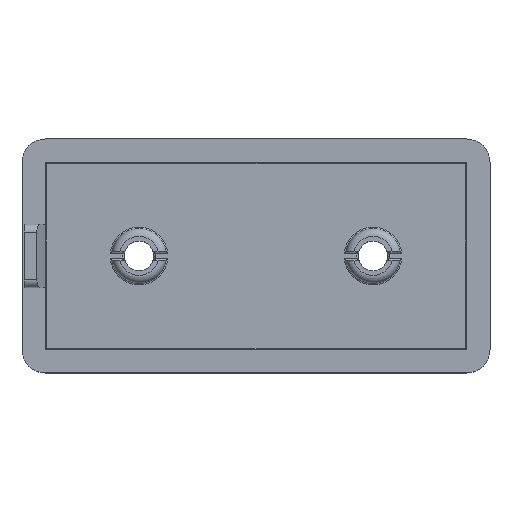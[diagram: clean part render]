
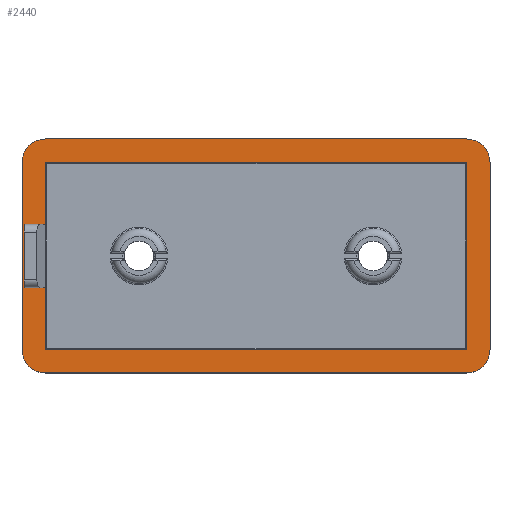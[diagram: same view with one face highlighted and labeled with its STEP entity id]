
A CAD part, top view. The second image highlights one B-rep face of the part: STEP entity #2440.
In plain terms, the highlighted planar face has unit normal (0, 0, 1).
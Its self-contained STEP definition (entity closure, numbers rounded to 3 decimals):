
#10 = CARTESIAN_POINT ( 'NONE',  ( 42., 12., 4. ) ) ;
#20 = ORIENTED_EDGE ( 'NONE', *, *, #2895, .T. ) ;
#27 = CARTESIAN_POINT ( 'NONE',  ( -12., 12., 4. ) ) ;
#34 = CARTESIAN_POINT ( 'NONE',  ( -12., -12., 4. ) ) ;
#38 = DIRECTION ( 'NONE',  ( -1., 0., 0. ) ) ;
#49 = DIRECTION ( 'NONE',  ( 0., 1., 0. ) ) ;
#64 = ORIENTED_EDGE ( 'NONE', *, *, #3002, .T. ) ;
#66 = ORIENTED_EDGE ( 'NONE', *, *, #3063, .T. ) ;
#71 = ORIENTED_EDGE ( 'NONE', *, *, #3099, .T. ) ;
#81 = EDGE_LOOP ( 'NONE', ( #2290, #2370, #2376, #2399, #2365, #3233, #20, #64 ) ) ;
#94 = ORIENTED_EDGE ( 'NONE', *, *, #3136, .F. ) ;
#97 = ORIENTED_EDGE ( 'NONE', *, *, #3150, .F. ) ;
#111 = LINE ( 'NONE', #10, #302 ) ;
#116 = CARTESIAN_POINT ( 'NONE',  ( 42., 15., 4. ) ) ;
#127 = ORIENTED_EDGE ( 'NONE', *, *, #3198, .F. ) ;
#132 = ORIENTED_EDGE ( 'NONE', *, *, #3220, .F. ) ;
#133 = ORIENTED_EDGE ( 'NONE', *, *, #1119, .F. ) ;
#206 = VECTOR ( 'NONE', #2729, 1000. ) ;
#246 = CARTESIAN_POINT ( 'NONE',  ( -12., 12., 4. ) ) ;
#252 = LINE ( 'NONE', #246, #206 ) ;
#278 = AXIS2_PLACEMENT_3D ( 'NONE', #627, #2393, #894 ) ;
#289 = DIRECTION ( 'NONE',  ( 0., 0., 1. ) ) ;
#292 = DIRECTION ( 'NONE',  ( 0., 1., 0. ) ) ;
#302 = VECTOR ( 'NONE', #292, 1000. ) ;
#311 = EDGE_LOOP ( 'NONE', ( #66, #71, #94, #97, #127, #132, #133, #2356 ) ) ;
#366 = CARTESIAN_POINT ( 'NONE',  ( -15., 15., 4. ) ) ;
#390 = CARTESIAN_POINT ( 'NONE',  ( -15., -12., 4. ) ) ;
#477 = VECTOR ( 'NONE', #1936, 1000. ) ;
#524 = LINE ( 'NONE', #366, #477 ) ;
#530 = CIRCLE ( 'NONE', #1509, 3. ) ;
#627 = CARTESIAN_POINT ( 'NONE',  ( -12., 12., 4. ) ) ;
#647 = VECTOR ( 'NONE', #1025, 1000. ) ;
#685 = AXIS2_PLACEMENT_3D ( 'NONE', #1868, #289, #2107 ) ;
#785 = PLANE ( 'NONE',  #2719 ) ;
#808 = CARTESIAN_POINT ( 'NONE',  ( -12., -4.05, 4. ) ) ;
#863 = LINE ( 'NONE', #1547, #647 ) ;
#894 = DIRECTION ( 'NONE',  ( 1., 0., 0. ) ) ;
#925 = CARTESIAN_POINT ( 'NONE',  ( -12., -12., 4. ) ) ;
#927 = AXIS2_PLACEMENT_3D ( 'NONE', #2503, #1021, #2725 ) ;
#940 = CIRCLE ( 'NONE', #278, 3. ) ;
#969 = LINE ( 'NONE', #2884, #1056 ) ;
#1005 = CARTESIAN_POINT ( 'NONE',  ( 42., 12., 4. ) ) ;
#1021 = DIRECTION ( 'NONE',  ( 0., 0., 1. ) ) ;
#1025 = DIRECTION ( 'NONE',  ( 0., -1., 0. ) ) ;
#1055 = CARTESIAN_POINT ( 'NONE',  ( -12., 12., 4. ) ) ;
#1056 = VECTOR ( 'NONE', #1200, 1000. ) ;
#1102 = LINE ( 'NONE', #1668, #1300 ) ;
#1112 = VECTOR ( 'NONE', #2588, 1000. ) ;
#1119 = EDGE_CURVE ( 'NONE', #3151, #2807, #1616, .T. ) ;
#1147 = LINE ( 'NONE', #2364, #1112 ) ;
#1181 = DIRECTION ( 'NONE',  ( 1., 0., 0. ) ) ;
#1189 = VERTEX_POINT ( 'NONE', #2775 ) ;
#1200 = DIRECTION ( 'NONE',  ( 1., 0., 0. ) ) ;
#1237 = EDGE_CURVE ( 'NONE', #3151, #2227, #1319, .T. ) ;
#1265 = VECTOR ( 'NONE', #38, 1000. ) ;
#1300 = VECTOR ( 'NONE', #49, 1000. ) ;
#1304 = DIRECTION ( 'NONE',  ( 0., 0., 1. ) ) ;
#1319 = LINE ( 'NONE', #2523, #1265 ) ;
#1399 = VECTOR ( 'NONE', #1825, 1000. ) ;
#1449 = CARTESIAN_POINT ( 'NONE',  ( 45., 12., 4. ) ) ;
#1480 = CARTESIAN_POINT ( 'NONE',  ( -12., -12., 4. ) ) ;
#1499 = LINE ( 'NONE', #2976, #1399 ) ;
#1509 = AXIS2_PLACEMENT_3D ( 'NONE', #925, #2643, #1181 ) ;
#1513 = VECTOR ( 'NONE', #3161, 1000. ) ;
#1547 = CARTESIAN_POINT ( 'NONE',  ( -12., 12., 4. ) ) ;
#1550 = FACE_BOUND ( 'NONE', #311, .T. ) ;
#1562 = DIRECTION ( 'NONE',  ( 1., 0., 0. ) ) ;
#1595 = CARTESIAN_POINT ( 'NONE',  ( -14.7, 4.05, 4. ) ) ;
#1603 = FACE_OUTER_BOUND ( 'NONE', #81, .T. ) ;
#1616 = LINE ( 'NONE', #27, #1513 ) ;
#1632 = CIRCLE ( 'NONE', #685, 3. ) ;
#1648 = CARTESIAN_POINT ( 'NONE',  ( -12., 15., 4. ) ) ;
#1668 = CARTESIAN_POINT ( 'NONE',  ( -14.7, -15., 4. ) ) ;
#1763 = CARTESIAN_POINT ( 'NONE',  ( -14.7, -4.05, 4. ) ) ;
#1825 = DIRECTION ( 'NONE',  ( 0., 1., 0. ) ) ;
#1834 = CARTESIAN_POINT ( 'NONE',  ( 42., -12., 4. ) ) ;
#1868 = CARTESIAN_POINT ( 'NONE',  ( 42., -12., 4. ) ) ;
#1872 = LINE ( 'NONE', #2964, #1875 ) ;
#1875 = VECTOR ( 'NONE', #1562, 1000. ) ;
#1936 = DIRECTION ( 'NONE',  ( 0., -1., 0. ) ) ;
#1970 = CARTESIAN_POINT ( 'NONE',  ( 42., -15., 4. ) ) ;
#2045 = CIRCLE ( 'NONE', #927, 3. ) ;
#2107 = DIRECTION ( 'NONE',  ( 1., 0., 0. ) ) ;
#2124 = DIRECTION ( 'NONE',  ( 1., 0., 0. ) ) ;
#2227 = VERTEX_POINT ( 'NONE', #1763 ) ;
#2285 = VERTEX_POINT ( 'NONE', #1595 ) ;
#2290 = ORIENTED_EDGE ( 'NONE', *, *, #2457, .T. ) ;
#2356 = ORIENTED_EDGE ( 'NONE', *, *, #1237, .T. ) ;
#2364 = CARTESIAN_POINT ( 'NONE',  ( -15., 15., 4. ) ) ;
#2365 = ORIENTED_EDGE ( 'NONE', *, *, #2654, .T. ) ;
#2370 = ORIENTED_EDGE ( 'NONE', *, *, #2886, .T. ) ;
#2376 = ORIENTED_EDGE ( 'NONE', *, *, #2555, .T. ) ;
#2393 = DIRECTION ( 'NONE',  ( 0., 0., 1. ) ) ;
#2399 = ORIENTED_EDGE ( 'NONE', *, *, #2617, .T. ) ;
#2440 = ADVANCED_FACE ( 'NONE', ( #1603, #1550 ), #785, .T. ) ;
#2457 = EDGE_CURVE ( 'NONE', #1189, #2769, #1499, .T. ) ;
#2463 = VERTEX_POINT ( 'NONE', #1055 ) ;
#2475 = VERTEX_POINT ( 'NONE', #2764 ) ;
#2488 = VERTEX_POINT ( 'NONE', #3225 ) ;
#2503 = CARTESIAN_POINT ( 'NONE',  ( 42., 12., 4. ) ) ;
#2523 = CARTESIAN_POINT ( 'NONE',  ( -15., -4.05, 4. ) ) ;
#2555 = EDGE_CURVE ( 'NONE', #2763, #3051, #1147, .T. ) ;
#2588 = DIRECTION ( 'NONE',  ( -1., 0., 0. ) ) ;
#2617 = EDGE_CURVE ( 'NONE', #3051, #2488, #940, .T. ) ;
#2643 = DIRECTION ( 'NONE',  ( 0., 0., 1. ) ) ;
#2654 = EDGE_CURVE ( 'NONE', #2488, #2748, #524, .T. ) ;
#2692 = EDGE_CURVE ( 'NONE', #2748, #3149, #530, .T. ) ;
#2719 = AXIS2_PLACEMENT_3D ( 'NONE', #3193, #1304, #2968 ) ;
#2725 = DIRECTION ( 'NONE',  ( 1., 0., 0. ) ) ;
#2729 = DIRECTION ( 'NONE',  ( -1., 0., 0. ) ) ;
#2748 = VERTEX_POINT ( 'NONE', #390 ) ;
#2761 = VECTOR ( 'NONE', #2124, 1000. ) ;
#2763 = VERTEX_POINT ( 'NONE', #116 ) ;
#2764 = CARTESIAN_POINT ( 'NONE',  ( -12., 4.05, 4. ) ) ;
#2769 = VERTEX_POINT ( 'NONE', #1449 ) ;
#2775 = CARTESIAN_POINT ( 'NONE',  ( 45., -12., 4. ) ) ;
#2807 = VERTEX_POINT ( 'NONE', #1480 ) ;
#2827 = LINE ( 'NONE', #34, #2761 ) ;
#2880 = VERTEX_POINT ( 'NONE', #1005 ) ;
#2884 = CARTESIAN_POINT ( 'NONE',  ( -15., 4.05, 4. ) ) ;
#2886 = EDGE_CURVE ( 'NONE', #2769, #2763, #2045, .T. ) ;
#2895 = EDGE_CURVE ( 'NONE', #3149, #3090, #1872, .T. ) ;
#2964 = CARTESIAN_POINT ( 'NONE',  ( -15., -15., 4. ) ) ;
#2968 = DIRECTION ( 'NONE',  ( 1., 0., 0. ) ) ;
#2976 = CARTESIAN_POINT ( 'NONE',  ( 45., 15., 4. ) ) ;
#3002 = EDGE_CURVE ( 'NONE', #3090, #1189, #1632, .T. ) ;
#3051 = VERTEX_POINT ( 'NONE', #1648 ) ;
#3063 = EDGE_CURVE ( 'NONE', #2227, #2285, #1102, .T. ) ;
#3090 = VERTEX_POINT ( 'NONE', #1970 ) ;
#3099 = EDGE_CURVE ( 'NONE', #2285, #2475, #969, .T. ) ;
#3136 = EDGE_CURVE ( 'NONE', #2463, #2475, #863, .T. ) ;
#3146 = VERTEX_POINT ( 'NONE', #1834 ) ;
#3149 = VERTEX_POINT ( 'NONE', #3215 ) ;
#3150 = EDGE_CURVE ( 'NONE', #2880, #2463, #252, .T. ) ;
#3151 = VERTEX_POINT ( 'NONE', #808 ) ;
#3161 = DIRECTION ( 'NONE',  ( 0., -1., 0. ) ) ;
#3193 = CARTESIAN_POINT ( 'NONE',  ( -15., -15., 4. ) ) ;
#3198 = EDGE_CURVE ( 'NONE', #3146, #2880, #111, .T. ) ;
#3215 = CARTESIAN_POINT ( 'NONE',  ( -12., -15., 4. ) ) ;
#3220 = EDGE_CURVE ( 'NONE', #2807, #3146, #2827, .T. ) ;
#3225 = CARTESIAN_POINT ( 'NONE',  ( -15., 12., 4. ) ) ;
#3233 = ORIENTED_EDGE ( 'NONE', *, *, #2692, .T. ) ;
